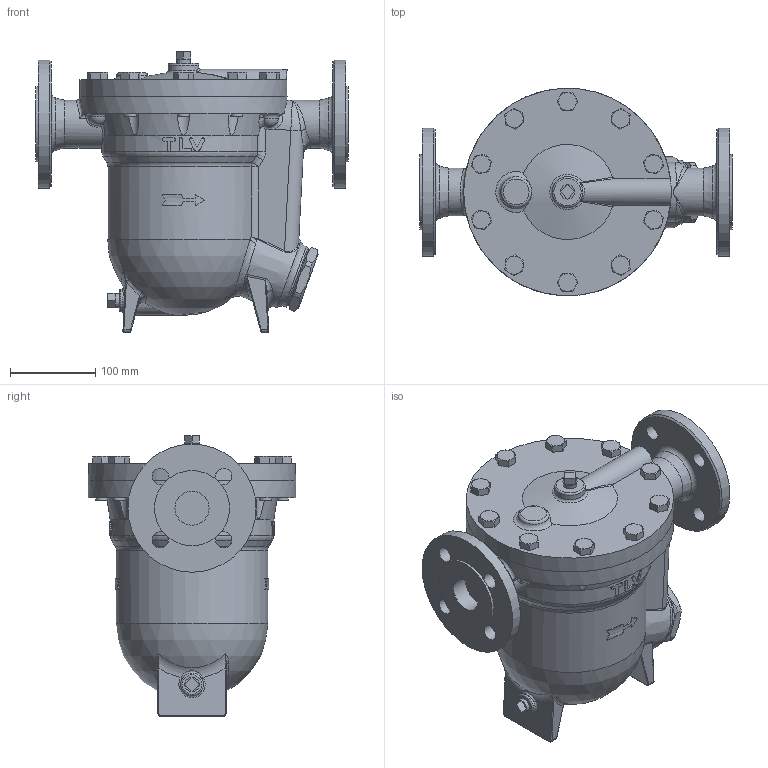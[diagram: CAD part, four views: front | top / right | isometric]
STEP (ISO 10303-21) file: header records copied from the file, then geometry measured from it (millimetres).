
FILE_DESCRIPTION(/* description */ (''),/* implementation_level */ '2;1');
FILE_NAME(/* name */ 'j72x0-040-e0016-00.stp',/* time_stamp */ '2019-05-31T15:57:03+09:00',/* author */ ('nakaot'),/* organization */ (''),/* preprocessor_version */ 'ST-DEVELOPER v15.6',/* originating_system */ 'Autodesk Inventor 2015',/* authorisation */ '');
FILE_SCHEMA (('AUTOMOTIVE_DESIGN { 1 0 10303 214 3 1 1 }'));
Length unit declared in the file: millimetre
Products named in the file (1): j72x0-040-e0016-00
Bounding box: 366 x 242.94 x 329.1 mm (x, y, z)
Volume: 9049650.6 mm3; surface area: 452768.7 mm2
Topology: 1 solids, 5 shells, 511 faces, 1246 edges, 771 vertices
Faces by surface type: plane 201, cylinder 124, cone 85, bspline 70, torus 21, sphere 10
Full cylindrical faces by diameter (mm): 11.835 x4, 14 x16, 16 x10, 18 x4, 19 x4, 26.681 x1, 36 x1, 40 x2, 56 x2, 75 x1, 88 x2, 150 x2, 243 x1
Entity records: 18619 total; most frequent: CARTESIAN_POINT 7892, ORIENTED_EDGE 2244, DIRECTION 2086, EDGE_CURVE 1122, AXIS2_PLACEMENT_3D 889, VERTEX_POINT 726, EDGE_LOOP 652, FACE_OUTER_BOUND 511
